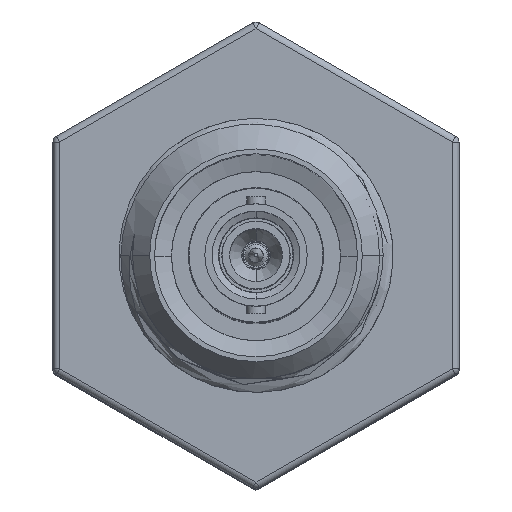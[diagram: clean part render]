
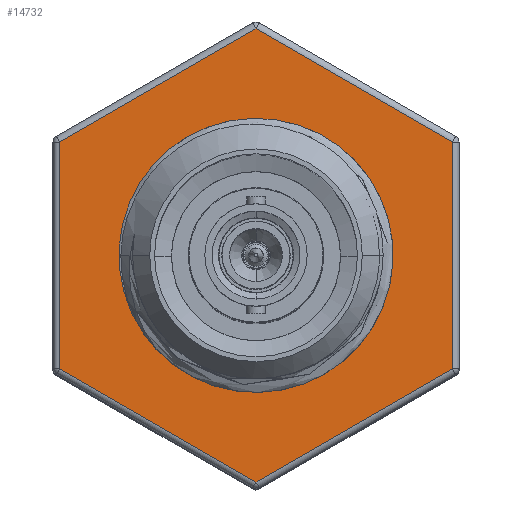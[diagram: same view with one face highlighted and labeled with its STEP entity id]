
A CAD part, top view. The second image highlights one B-rep face of the part: STEP entity #14732.
In plain terms, the highlighted planar face has unit normal (0, 0, 1).
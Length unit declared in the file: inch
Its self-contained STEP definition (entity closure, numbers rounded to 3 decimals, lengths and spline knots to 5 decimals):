
#601 = CARTESIAN_POINT ( 'NONE',  ( 0.725, -0.41858, 2.04184 ) ) ;
#609 = CARTESIAN_POINT ( 'NONE',  ( 0.725, 0.41858, 2.04184 ) ) ;
#632 = CARTESIAN_POINT ( 'NONE',  ( -0.725, -0.41858, 2.04184 ) ) ;
#1227 = CARTESIAN_POINT ( 'NONE',  ( 0., 0., 2.04184 ) ) ;
#1228 = DIRECTION ( 'NONE',  ( 0., 0., 1. ) ) ;
#1229 = DIRECTION ( 'NONE',  ( 1., 0., 0. ) ) ;
#1254 = CARTESIAN_POINT ( 'NONE',  ( -0.7375, 0.41136, 2.04184 ) ) ;
#1255 = DIRECTION ( 'NONE',  ( -0.866, -0.5, 0. ) ) ;
#1314 = CARTESIAN_POINT ( 'NONE',  ( 0.7375, -0.41136, 2.04184 ) ) ;
#1315 = DIRECTION ( 'NONE',  ( 0.866, 0.5, 0. ) ) ;
#1316 = CARTESIAN_POINT ( 'NONE',  ( -0.725, -0.43301, 2.04184 ) ) ;
#1317 = DIRECTION ( 'NONE',  ( 0., -1., 0. ) ) ;
#1366 = CARTESIAN_POINT ( 'NONE',  ( 0.0125, -0.84437, 2.04184 ) ) ;
#1367 = DIRECTION ( 'NONE',  ( 0.866, -0.5, 0. ) ) ;
#1389 = CARTESIAN_POINT ( 'NONE',  ( -0.0125, 0.84437, 2.04184 ) ) ;
#1390 = DIRECTION ( 'NONE',  ( -0.866, 0.5, 0. ) ) ;
#1397 = CARTESIAN_POINT ( 'NONE',  ( 0., 0., 2.04184 ) ) ;
#1398 = DIRECTION ( 'NONE',  ( 0., 0., 1. ) ) ;
#1399 = DIRECTION ( 'NONE',  ( 1., 0., 0. ) ) ;
#2737 = AXIS2_PLACEMENT_3D ( 'NONE', #15539, #15544, #15545 ) ;
#4615 = ORIENTED_EDGE ( 'NONE', *, *, #16271, .T. ) ;
#4616 = ORIENTED_EDGE ( 'NONE', *, *, #16240, .T. ) ;
#4622 = ORIENTED_EDGE ( 'NONE', *, *, #16186, .T. ) ;
#4623 = ORIENTED_EDGE ( 'NONE', *, *, #16239, .T. ) ;
#4624 = ORIENTED_EDGE ( 'NONE', *, *, #16262, .T. ) ;
#4625 = ORIENTED_EDGE ( 'NONE', *, *, #16217, .T. ) ;
#4654 = ORIENTED_EDGE ( 'NONE', *, *, #16272, .F. ) ;
#4655 = ORIENTED_EDGE ( 'NONE', *, *, #16205, .F. ) ;
#4835 = VERTEX_POINT ( 'NONE', #10495 ) ;
#4885 = VERTEX_POINT ( 'NONE', #10545 ) ;
#5723 = CARTESIAN_POINT ( 'NONE',  ( 0.725, 0.43301, 2.04184 ) ) ;
#5740 = DIRECTION ( 'NONE',  ( 0., 1., 0. ) ) ;
#7946 = FACE_BOUND ( 'NONE', #10211, .T. ) ;
#7954 = FACE_OUTER_BOUND ( 'NONE', #10139, .T. ) ;
#8239 = VERTEX_POINT ( 'NONE', #10589 ) ;
#8344 = VERTEX_POINT ( 'NONE', #601 ) ;
#8350 = VERTEX_POINT ( 'NONE', #609 ) ;
#8388 = VERTEX_POINT ( 'NONE', #632 ) ;
#10139 = EDGE_LOOP ( 'NONE', ( #4625, #4616, #4624, #4623, #4622, #4615 ) ) ;
#10211 = EDGE_LOOP ( 'NONE', ( #4655, #4654 ) ) ;
#10495 = CARTESIAN_POINT ( 'NONE',  ( -0.47425, 0., 2.04184 ) ) ;
#10545 = CARTESIAN_POINT ( 'NONE',  ( 0., 0.83716, 2.04184 ) ) ;
#10589 = CARTESIAN_POINT ( 'NONE',  ( 0., -0.83716, 2.04184 ) ) ;
#12491 = CARTESIAN_POINT ( 'NONE',  ( -0.725, 0.41858, 2.04184 ) ) ;
#12567 = CARTESIAN_POINT ( 'NONE',  ( 0.47425, 0., 2.04184 ) ) ;
#14268 = LINE ( 'NONE', #5723, #14270 ) ;
#14270 = VECTOR ( 'NONE', #5740, 39.37008 ) ;
#14293 = CIRCLE ( 'NONE', #16511, 0.47425 ) ;
#14309 = LINE ( 'NONE', #1254, #14311 ) ;
#14311 = VECTOR ( 'NONE', #1255, 39.37008 ) ;
#14344 = LINE ( 'NONE', #1314, #14347 ) ;
#14346 = LINE ( 'NONE', #1316, #14349 ) ;
#14347 = VECTOR ( 'NONE', #1315, 39.37008 ) ;
#14349 = VECTOR ( 'NONE', #1317, 39.37008 ) ;
#14377 = LINE ( 'NONE', #1366, #14379 ) ;
#14379 = VECTOR ( 'NONE', #1367, 39.37008 ) ;
#14390 = LINE ( 'NONE', #1389, #14392 ) ;
#14391 = CIRCLE ( 'NONE', #16548, 0.47425 ) ;
#14392 = VECTOR ( 'NONE', #1390, 39.37008 ) ;
#14732 = ADVANCED_FACE ( 'NONE', ( #7946, #7954 ), #15537, .T. ) ;
#15537 = PLANE ( 'NONE',  #2737 ) ;
#15539 = CARTESIAN_POINT ( 'NONE',  ( -0.75, 1.29904, 2.04184 ) ) ;
#15544 = DIRECTION ( 'NONE',  ( 0., 0., 1. ) ) ;
#15545 = DIRECTION ( 'NONE',  ( 1., 0., 0. ) ) ;
#16186 = EDGE_CURVE ( 'NONE', #8344, #8350, #14268, .T. ) ;
#16205 = EDGE_CURVE ( 'NONE', #4835, #19228, #14293, .T. ) ;
#16217 = EDGE_CURVE ( 'NONE', #4885, #19152, #14309, .T. ) ;
#16239 = EDGE_CURVE ( 'NONE', #8239, #8344, #14344, .T. ) ;
#16240 = EDGE_CURVE ( 'NONE', #19152, #8388, #14346, .T. ) ;
#16262 = EDGE_CURVE ( 'NONE', #8388, #8239, #14377, .T. ) ;
#16271 = EDGE_CURVE ( 'NONE', #8350, #4885, #14390, .T. ) ;
#16272 = EDGE_CURVE ( 'NONE', #19228, #4835, #14391, .T. ) ;
#16511 = AXIS2_PLACEMENT_3D ( 'NONE', #1227, #1228, #1229 ) ;
#16548 = AXIS2_PLACEMENT_3D ( 'NONE', #1397, #1398, #1399 ) ;
#19152 = VERTEX_POINT ( 'NONE', #12491 ) ;
#19228 = VERTEX_POINT ( 'NONE', #12567 ) ;
